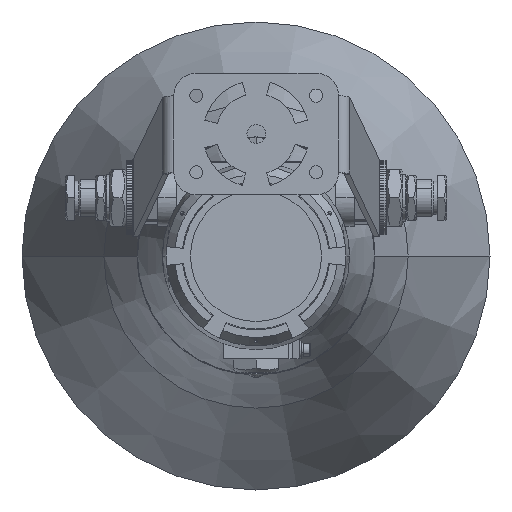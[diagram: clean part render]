
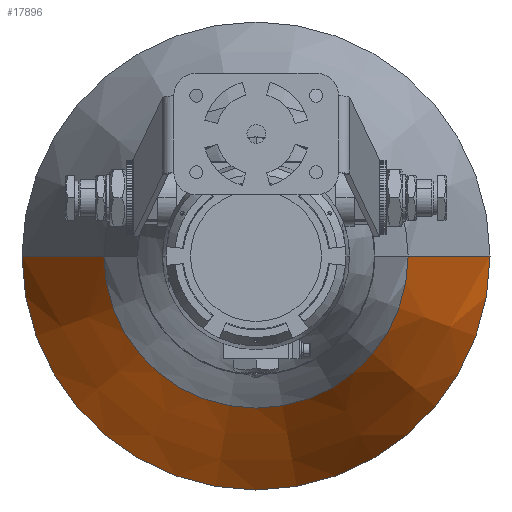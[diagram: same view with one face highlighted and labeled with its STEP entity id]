
A CAD part, left-side view. The second image highlights one B-rep face of the part: STEP entity #17896.
In plain terms, the highlighted conical face has half-angle 22.466 degrees and reference radius 125 mm.
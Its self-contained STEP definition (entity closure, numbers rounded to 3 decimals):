
#2193 = LINE ( 'NONE', #6196, #31419 ) ;
#2235 = CARTESIAN_POINT ( 'NONE',  ( 330.79, -12.577, -12.48 ) ) ;
#4532 = AXIS2_PLACEMENT_3D ( 'NONE', #48154, #15330, #31607 ) ;
#5073 = ORIENTED_EDGE ( 'NONE', *, *, #21489, .T. ) ;
#6196 = CARTESIAN_POINT ( 'NONE',  ( 330.79, 112.423, -12.48 ) ) ;
#8829 = EDGE_CURVE ( 'NONE', #41537, #15918, #29721, .T. ) ;
#9246 = DIRECTION ( 'NONE',  ( 0., -1., 0. ) ) ;
#9675 = CARTESIAN_POINT ( 'NONE',  ( 330.79, -137.577, -12.48 ) ) ;
#12245 = CIRCLE ( 'NONE', #4532, 81.264 ) ;
#13793 = FACE_OUTER_BOUND ( 'NONE', #21034, .T. ) ;
#14219 = DIRECTION ( 'NONE',  ( 0.924, -0.382, 0. ) ) ;
#14595 = CONICAL_SURFACE ( 'NONE', #51222, 125., 0.392 ) ;
#15330 = DIRECTION ( 'NONE',  ( -1., 0., 0. ) ) ;
#15808 = CARTESIAN_POINT ( 'NONE',  ( 330.79, 112.423, -12.48 ) ) ;
#15918 = VERTEX_POINT ( 'NONE', #45419 ) ;
#17896 = ADVANCED_FACE ( 'NONE', ( #13793 ), #14595, .T. ) ;
#21034 = EDGE_LOOP ( 'NONE', ( #37369, #29042, #5073, #38805 ) ) ;
#21400 = VECTOR ( 'NONE', #14219, 1000. ) ;
#21489 = EDGE_CURVE ( 'NONE', #37960, #15918, #46977, .T. ) ;
#23493 = VERTEX_POINT ( 'NONE', #27676 ) ;
#23853 = CARTESIAN_POINT ( 'NONE',  ( 225.024, -93.841, -12.48 ) ) ;
#27676 = CARTESIAN_POINT ( 'NONE',  ( 225.024, 68.687, -12.48 ) ) ;
#29042 = ORIENTED_EDGE ( 'NONE', *, *, #31472, .T. ) ;
#29544 = DIRECTION ( 'NONE',  ( 1., 0., 0. ) ) ;
#29721 = LINE ( 'NONE', #9675, #21400 ) ;
#30055 = DIRECTION ( 'NONE',  ( -1., 0., 0. ) ) ;
#31419 = VECTOR ( 'NONE', #38761, 1000. ) ;
#31472 = EDGE_CURVE ( 'NONE', #23493, #37960, #2193, .T. ) ;
#31607 = DIRECTION ( 'NONE',  ( 0., 1., 0. ) ) ;
#35051 = AXIS2_PLACEMENT_3D ( 'NONE', #2235, #30055, #43335 ) ;
#37369 = ORIENTED_EDGE ( 'NONE', *, *, #52360, .F. ) ;
#37960 = VERTEX_POINT ( 'NONE', #15808 ) ;
#38761 = DIRECTION ( 'NONE',  ( 0.924, 0.382, 0. ) ) ;
#38805 = ORIENTED_EDGE ( 'NONE', *, *, #8829, .F. ) ;
#41537 = VERTEX_POINT ( 'NONE', #23853 ) ;
#43335 = DIRECTION ( 'NONE',  ( 0., 1., 0. ) ) ;
#45419 = CARTESIAN_POINT ( 'NONE',  ( 330.79, -137.577, -12.48 ) ) ;
#45558 = CARTESIAN_POINT ( 'NONE',  ( 330.79, -12.577, -12.48 ) ) ;
#46977 = CIRCLE ( 'NONE', #35051, 125. ) ;
#48154 = CARTESIAN_POINT ( 'NONE',  ( 225.024, -12.577, -12.48 ) ) ;
#51222 = AXIS2_PLACEMENT_3D ( 'NONE', #45558, #29544, #9246 ) ;
#52360 = EDGE_CURVE ( 'NONE', #23493, #41537, #12245, .T. ) ;
